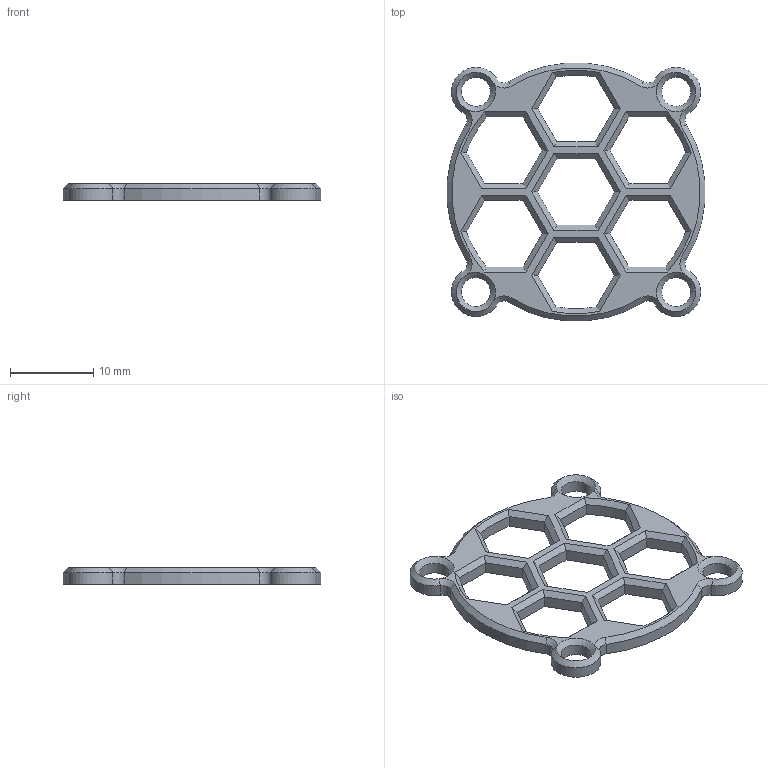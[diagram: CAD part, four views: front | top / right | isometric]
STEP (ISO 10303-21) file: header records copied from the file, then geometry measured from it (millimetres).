
FILE_DESCRIPTION(/* description */ ('Alibre Inc.'),/* implementation_level */ '2;1');
FILE_NAME(/* name */ 'export0',/* time_stamp */ '2015-07-05T23:13:36+12:00',/* author */ (''),/* organization */ (''),/* preprocessor_version */ 'ST-DEVELOPER v14',/* originating_system */ 'Alibre',/* authorisation */ '');
FILE_SCHEMA (('CONFIG_CONTROL_DESIGN'));
Length unit declared in the file: centimetre
Products named in the file (1): ID_1
Bounding box: 30.9 x 30.9 x 2 mm (x, y, z)
Volume: 776.3 mm3; surface area: 1442.2 mm2
Topology: 1 solids, 1 shells, 126 faces, 318 edges, 190 vertices
Faces by surface type: plane 74, cone 26, cylinder 26
Full cylindrical faces by diameter (mm): 3.5 x4
Entity records: 3567 total; most frequent: CARTESIAN_POINT 630, ORIENTED_EDGE 606, DIRECTION 512, EDGE_CURVE 303, VECTOR 212, LINE 212, AXIS2_PLACEMENT_3D 187, VERTEX_POINT 183
